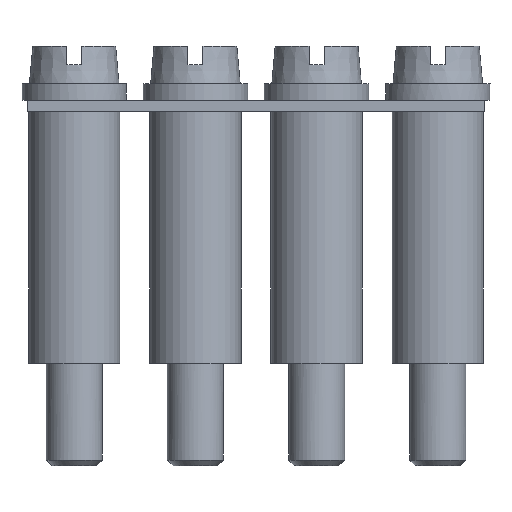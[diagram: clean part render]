
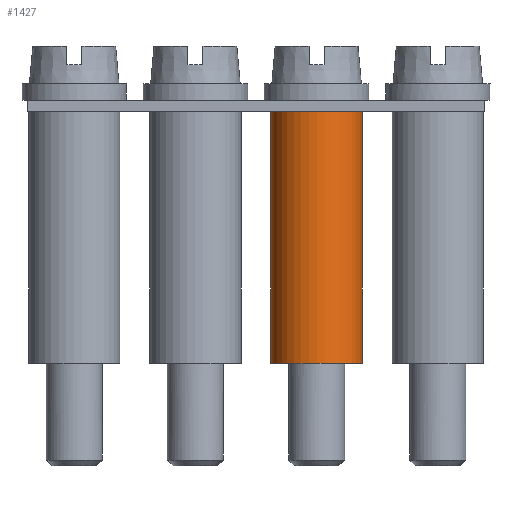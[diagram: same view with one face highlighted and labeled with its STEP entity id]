
A CAD part, front view. The second image highlights one B-rep face of the part: STEP entity #1427.
In plain terms, the highlighted cylindrical face has radius 2.45 mm (diameter 4.9 mm), a partial arc.
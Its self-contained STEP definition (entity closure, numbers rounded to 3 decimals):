
#801=AXIS2_PLACEMENT_3D('Circle Axis2P3D',#799,#800,$) ;
#1407=AXIS2_PLACEMENT_3D('Cylinder Axis2P3D',#1404,#1405,#1406) ;
#1418=AXIS2_PLACEMENT_3D('Circle Axis2P3D',#1416,#1417,$) ;
#796=CARTESIAN_POINT('Vertex',(13.05,3.,19.)) ;
#799=CARTESIAN_POINT('Axis2P3D Location',(15.5,3.,19.)) ;
#803=CARTESIAN_POINT('Vertex',(17.95,3.,19.)) ;
#1385=CARTESIAN_POINT('Line Origine',(13.05,3.,19.)) ;
#1389=CARTESIAN_POINT('Vertex',(13.05,3.,5.5)) ;
#1404=CARTESIAN_POINT('Axis2P3D Location',(15.5,3.,19.)) ;
#1409=CARTESIAN_POINT('Line Origine',(17.95,3.,19.)) ;
#1413=CARTESIAN_POINT('Vertex',(17.95,3.,5.5)) ;
#1416=CARTESIAN_POINT('Axis2P3D Location',(15.5,3.,5.5)) ;
#800=DIRECTION('Axis2P3D Direction',(0.,0.,1.)) ;
#1386=DIRECTION('Vector Direction',(0.,0.,-1.)) ;
#1405=DIRECTION('Axis2P3D Direction',(0.,0.,-1.)) ;
#1406=DIRECTION('Axis2P3D XDirection',(1.,0.,0.)) ;
#1410=DIRECTION('Vector Direction',(0.,0.,-1.)) ;
#1417=DIRECTION('Axis2P3D Direction',(0.,0.,-1.)) ;
#1387=VECTOR('Line Direction',#1386,1.) ;
#1411=VECTOR('Line Direction',#1410,1.) ;
#1422=ORIENTED_EDGE('',*,*,#1415,.T.) ;
#1423=ORIENTED_EDGE('',*,*,#805,.F.) ;
#1424=ORIENTED_EDGE('',*,*,#1391,.T.) ;
#1425=ORIENTED_EDGE('',*,*,#1420,.T.) ;
#1427=ADVANCED_FACE('Part Body',(#1426),#1408,.T.) ;
#802=CIRCLE('generated circle',#801,2.45) ;
#1419=CIRCLE('generated circle',#1418,2.45) ;
#1408=CYLINDRICAL_SURFACE('generated cylinder',#1407,2.45) ;
#805=EDGE_CURVE('',#797,#804,#802,.T.) ;
#1391=EDGE_CURVE('',#797,#1390,#1388,.T.) ;
#1415=EDGE_CURVE('',#1414,#804,#1412,.F.) ;
#1420=EDGE_CURVE('',#1390,#1414,#1419,.F.) ;
#1421=EDGE_LOOP('',(#1422,#1423,#1424,#1425)) ;
#1426=FACE_OUTER_BOUND('',#1421,.T.) ;
#1388=LINE('Line',#1385,#1387) ;
#1412=LINE('Line',#1409,#1411) ;
#797=VERTEX_POINT('',#796) ;
#804=VERTEX_POINT('',#803) ;
#1390=VERTEX_POINT('',#1389) ;
#1414=VERTEX_POINT('',#1413) ;
